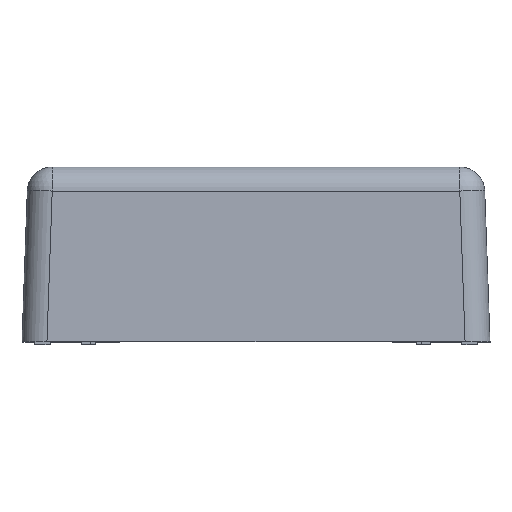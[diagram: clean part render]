
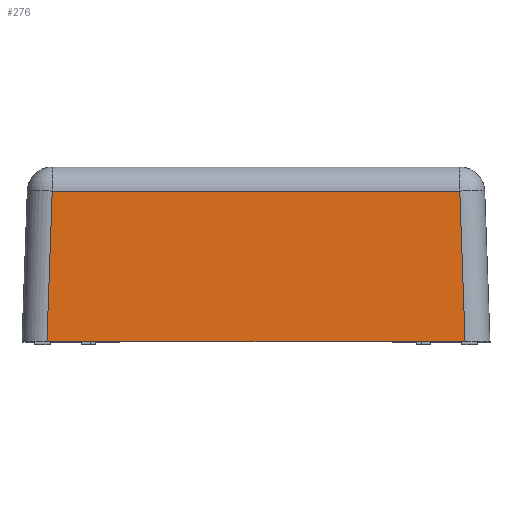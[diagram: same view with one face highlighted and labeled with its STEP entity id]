
A CAD part, top view. The second image highlights one B-rep face of the part: STEP entity #276.
In plain terms, the highlighted planar face has unit normal (0, 0.035, 0.999).
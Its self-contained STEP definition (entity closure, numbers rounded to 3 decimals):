
#57 = DIRECTION ( 'NONE',  ( 0., 0.035, 0.999 ) ) ;
#92 = DIRECTION ( 'NONE',  ( 0., -0.999, 0.035 ) ) ;
#276 = ADVANCED_FACE ( 'NONE', ( #360 ), #1487, .T. ) ;
#360 = FACE_OUTER_BOUND ( 'NONE', #517, .T. ) ;
#367 = VERTEX_POINT ( 'NONE', #1310 ) ;
#517 = EDGE_LOOP ( 'NONE', ( #2230, #3521, #3815, #1081 ) ) ;
#597 = LINE ( 'NONE', #3776, #2723 ) ;
#652 = EDGE_CURVE ( 'NONE', #1268, #3353, #1865, .T. ) ;
#916 = VECTOR ( 'NONE', #1696, 1000. ) ;
#1081 = ORIENTED_EDGE ( 'NONE', *, *, #3174, .T. ) ;
#1099 = EDGE_CURVE ( 'NONE', #367, #4136, #597, .T. ) ;
#1106 = CARTESIAN_POINT ( 'NONE',  ( -33.507, -0.139, 37.505 ) ) ;
#1268 = VERTEX_POINT ( 'NONE', #2050 ) ;
#1305 = CARTESIAN_POINT ( 'NONE',  ( 33.416, 2.473, 37.414 ) ) ;
#1310 = CARTESIAN_POINT ( 'NONE',  ( 32.659, 24.14, 36.657 ) ) ;
#1430 = CARTESIAN_POINT ( 'NONE',  ( 33.502, 0., 37.5 ) ) ;
#1441 = DIRECTION ( 'NONE',  ( -0.035, -0.999, 0.035 ) ) ;
#1487 = PLANE ( 'NONE',  #4000 ) ;
#1696 = DIRECTION ( 'NONE',  ( 1., 0., 0. ) ) ;
#1737 = CARTESIAN_POINT ( 'NONE',  ( -37.5, 0., 37.5 ) ) ;
#1865 = LINE ( 'NONE', #1737, #916 ) ;
#2050 = CARTESIAN_POINT ( 'NONE',  ( -33.502, 0., 37.5 ) ) ;
#2200 = EDGE_CURVE ( 'NONE', #4136, #1268, #3153, .T. ) ;
#2230 = ORIENTED_EDGE ( 'NONE', *, *, #1099, .T. ) ;
#2723 = VECTOR ( 'NONE', #3349, 1000. ) ;
#3153 = LINE ( 'NONE', #1106, #4027 ) ;
#3174 = EDGE_CURVE ( 'NONE', #3353, #367, #3528, .T. ) ;
#3349 = DIRECTION ( 'NONE',  ( -1., 0., 0. ) ) ;
#3353 = VERTEX_POINT ( 'NONE', #1430 ) ;
#3521 = ORIENTED_EDGE ( 'NONE', *, *, #2200, .T. ) ;
#3528 = LINE ( 'NONE', #1305, #4303 ) ;
#3533 = CARTESIAN_POINT ( 'NONE',  ( -37.5, 0., 37.5 ) ) ;
#3713 = DIRECTION ( 'NONE',  ( -0.035, 0.999, -0.035 ) ) ;
#3776 = CARTESIAN_POINT ( 'NONE',  ( -36.522, 24.14, 36.657 ) ) ;
#3815 = ORIENTED_EDGE ( 'NONE', *, *, #652, .T. ) ;
#4000 = AXIS2_PLACEMENT_3D ( 'NONE', #3533, #57, #92 ) ;
#4023 = CARTESIAN_POINT ( 'NONE',  ( -32.659, 24.14, 36.657 ) ) ;
#4027 = VECTOR ( 'NONE', #1441, 1000. ) ;
#4136 = VERTEX_POINT ( 'NONE', #4023 ) ;
#4303 = VECTOR ( 'NONE', #3713, 1000. ) ;
